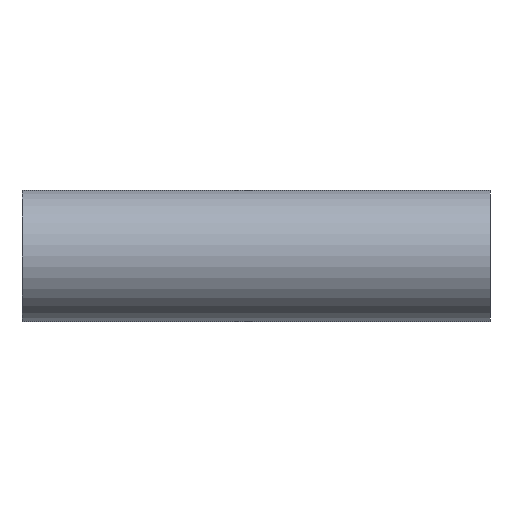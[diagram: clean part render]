
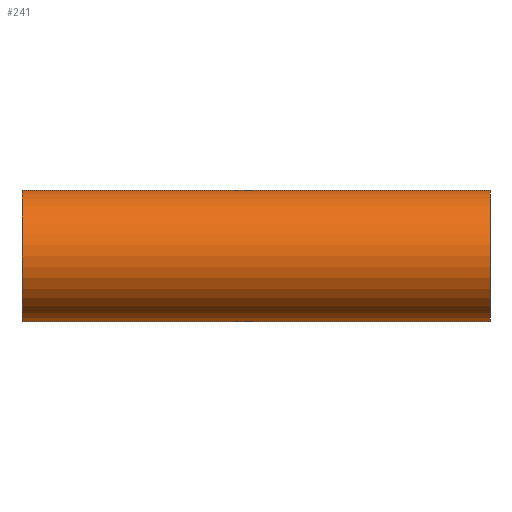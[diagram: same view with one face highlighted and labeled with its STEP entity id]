
A CAD part, front view. The second image highlights one B-rep face of the part: STEP entity #241.
In plain terms, the highlighted cylindrical face has radius 14 mm (diameter 28 mm), a partial arc.
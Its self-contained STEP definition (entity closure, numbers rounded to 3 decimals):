
#37 = VECTOR ( 'NONE', #206, 1000. ) ;
#38 = VERTEX_POINT ( 'NONE', #204 ) ;
#41 = VERTEX_POINT ( 'NONE', #213 ) ;
#44 = VERTEX_POINT ( 'NONE', #208 ) ;
#45 = ORIENTED_EDGE ( 'NONE', *, *, #151, .T. ) ;
#53 = ORIENTED_EDGE ( 'NONE', *, *, #150, .F. ) ;
#66 = ORIENTED_EDGE ( 'NONE', *, *, #143, .F. ) ;
#79 = EDGE_LOOP ( 'NONE', ( #66, #53, #45, #83 ) ) ;
#80 = CYLINDRICAL_SURFACE ( 'NONE', #136, 14. ) ;
#83 = ORIENTED_EDGE ( 'NONE', *, *, #153, .T. ) ;
#88 = CIRCLE ( 'NONE', #140, 14. ) ;
#89 = CIRCLE ( 'NONE', #132, 14. ) ;
#90 = VECTOR ( 'NONE', #210, 1000. ) ;
#92 = LINE ( 'NONE', #207, #90 ) ;
#94 = FACE_OUTER_BOUND ( 'NONE', #79, .T. ) ;
#103 = LINE ( 'NONE', #225, #37 ) ;
#105 = VERTEX_POINT ( 'NONE', #195 ) ;
#132 = AXIS2_PLACEMENT_3D ( 'NONE', #218, #215, #156 ) ;
#136 = AXIS2_PLACEMENT_3D ( 'NONE', #202, #219, #165 ) ;
#140 = AXIS2_PLACEMENT_3D ( 'NONE', #203, #197, #234 ) ;
#143 = EDGE_CURVE ( 'NONE', #41, #38, #103, .T. ) ;
#150 = EDGE_CURVE ( 'NONE', #44, #41, #88, .T. ) ;
#151 = EDGE_CURVE ( 'NONE', #44, #105, #92, .T. ) ;
#153 = EDGE_CURVE ( 'NONE', #105, #38, #89, .T. ) ;
#156 = DIRECTION ( 'NONE',  ( 0., 0., -1. ) ) ;
#165 = DIRECTION ( 'NONE',  ( 0., 0., 1. ) ) ;
#195 = CARTESIAN_POINT ( 'NONE',  ( -50., 0., 14. ) ) ;
#197 = DIRECTION ( 'NONE',  ( 1., 0., 0. ) ) ;
#202 = CARTESIAN_POINT ( 'NONE',  ( 50., 0., 0. ) ) ;
#203 = CARTESIAN_POINT ( 'NONE',  ( 50., 0., 0. ) ) ;
#204 = CARTESIAN_POINT ( 'NONE',  ( -50., 0., -14. ) ) ;
#206 = DIRECTION ( 'NONE',  ( -1., 0., 0. ) ) ;
#207 = CARTESIAN_POINT ( 'NONE',  ( 50., 0., 14. ) ) ;
#208 = CARTESIAN_POINT ( 'NONE',  ( 50., 0., 14. ) ) ;
#210 = DIRECTION ( 'NONE',  ( -1., 0., 0. ) ) ;
#213 = CARTESIAN_POINT ( 'NONE',  ( 50., 0., -14. ) ) ;
#215 = DIRECTION ( 'NONE',  ( 1., 0., 0. ) ) ;
#218 = CARTESIAN_POINT ( 'NONE',  ( -50., 0., 0. ) ) ;
#219 = DIRECTION ( 'NONE',  ( -1., 0., 0. ) ) ;
#225 = CARTESIAN_POINT ( 'NONE',  ( 50., 0., -14. ) ) ;
#234 = DIRECTION ( 'NONE',  ( 0., 0., -1. ) ) ;
#241 = ADVANCED_FACE ( 'NONE', ( #94 ), #80, .T. ) ;
